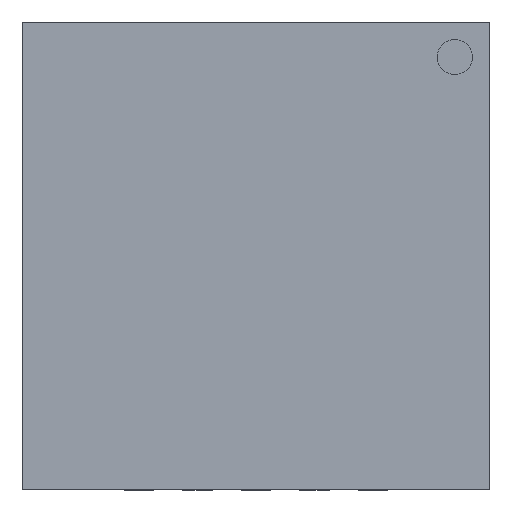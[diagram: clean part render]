
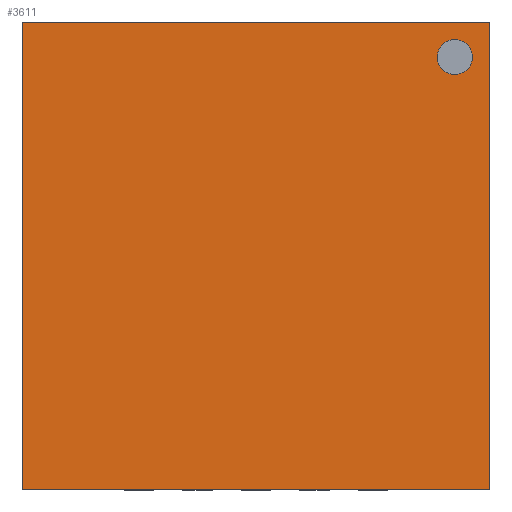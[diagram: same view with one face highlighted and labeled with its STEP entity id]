
A CAD part, top view. The second image highlights one B-rep face of the part: STEP entity #3611.
In plain terms, the highlighted planar face has unit normal (0, 0, 1).
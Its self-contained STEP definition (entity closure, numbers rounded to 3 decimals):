
#65=FACE_BOUND('',#498,.T.);
#105=CIRCLE('',#3891,0.15);
#282=FACE_OUTER_BOUND('',#497,.T.);
#497=EDGE_LOOP('',(#2860,#2861,#2862,#2863));
#498=EDGE_LOOP('',(#2864));
#755=LINE('',#5423,#1183);
#827=LINE('',#5587,#1255);
#845=LINE('',#5631,#1273);
#846=LINE('',#5633,#1274);
#1183=VECTOR('',#4340,10.);
#1255=VECTOR('',#4514,10.);
#1273=VECTOR('',#4564,10.);
#1274=VECTOR('',#4567,10.);
#1602=VERTEX_POINT('',#5420);
#1603=VERTEX_POINT('',#5422);
#1644=VERTEX_POINT('',#5586);
#1645=VERTEX_POINT('',#5590);
#1654=VERTEX_POINT('',#5629);
#1980=EDGE_CURVE('',#1603,#1602,#755,.T.);
#2062=EDGE_CURVE('',#1644,#1603,#827,.T.);
#2064=EDGE_CURVE('',#1645,#1645,#105,.T.);
#2083=EDGE_CURVE('',#1602,#1654,#845,.T.);
#2084=EDGE_CURVE('',#1654,#1644,#846,.T.);
#2860=ORIENTED_EDGE('',*,*,#2084,.T.);
#2861=ORIENTED_EDGE('',*,*,#2062,.T.);
#2862=ORIENTED_EDGE('',*,*,#1980,.T.);
#2863=ORIENTED_EDGE('',*,*,#2083,.T.);
#2864=ORIENTED_EDGE('',*,*,#2064,.T.);
#3417=PLANE('',#3907);
#3611=ADVANCED_FACE('',(#282,#65),#3417,.T.);
#3891=AXIS2_PLACEMENT_3D('',#5591,#4518,#4519);
#3907=AXIS2_PLACEMENT_3D('',#5634,#4568,#4569);
#4340=DIRECTION('',(-1.,0.,0.));
#4514=DIRECTION('',(0.,1.,0.));
#4518=DIRECTION('center_axis',(0.,0.,-1.));
#4519=DIRECTION('ref_axis',(-1.,0.,0.));
#4564=DIRECTION('',(0.,-1.,0.));
#4567=DIRECTION('',(1.,0.,0.));
#4568=DIRECTION('center_axis',(0.,0.,1.));
#4569=DIRECTION('ref_axis',(1.,0.,0.));
#5420=CARTESIAN_POINT('',(-2.,2.,0.7));
#5422=CARTESIAN_POINT('',(2.,2.,0.7));
#5423=CARTESIAN_POINT('',(-2.,2.,0.7));
#5586=CARTESIAN_POINT('',(2.,-2.,0.7));
#5587=CARTESIAN_POINT('',(2.,2.,0.7));
#5590=CARTESIAN_POINT('',(1.85,1.7,0.7));
#5591=CARTESIAN_POINT('Origin',(1.7,1.7,0.7));
#5629=CARTESIAN_POINT('',(-2.,-2.,0.7));
#5631=CARTESIAN_POINT('',(-2.,-2.,0.7));
#5633=CARTESIAN_POINT('',(2.,-2.,0.7));
#5634=CARTESIAN_POINT('Origin',(0.,0.,0.7));
